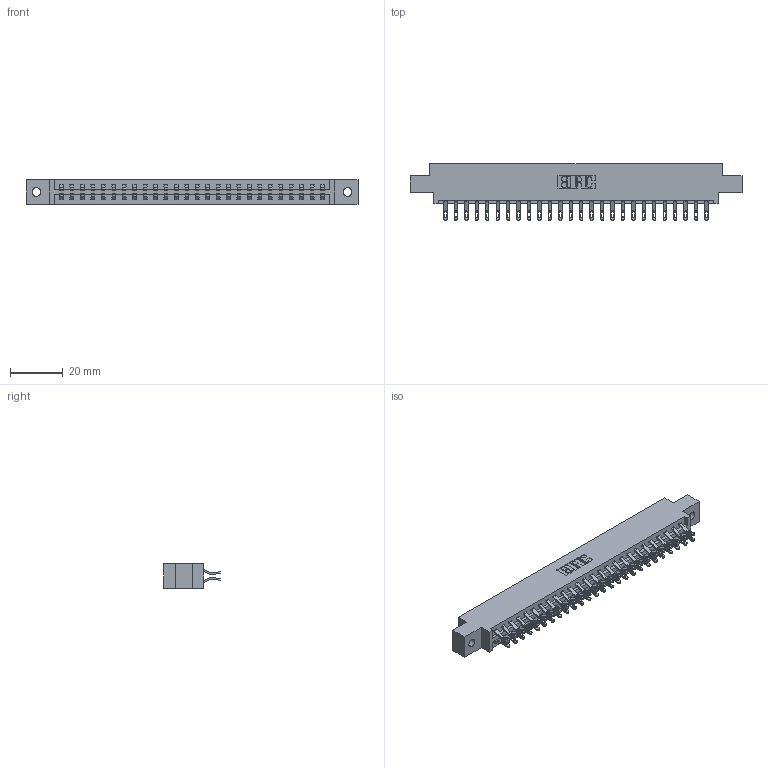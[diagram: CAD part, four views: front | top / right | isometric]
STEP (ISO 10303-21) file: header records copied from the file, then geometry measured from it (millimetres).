
FILE_DESCRIPTION (( 'STEP AP203' ), '1' );
FILE_NAME ('387-052-555-802.STEP', '2019-10-19T03:43:09', ( '' ), ( '' ), 'SwSTEP 2.0', 'SolidWorks 2016', '' );
FILE_SCHEMA (( 'CONFIG_CONTROL_DESIGN' ));
Length unit declared in the file: inch
Products named in the file (3): 337 Part_0.170 Offset - 0.128 Dia; 387-052-555-802; 345-292-001_555 Tail
Assembly tree (53 placements, depth 2):
  387-052-555-802
    337 Part_0.170 Offset - 0.128 Dia
    345-292-001_555 Tail  x52
Bounding box: 126.03 x 21.47 x 9.4 mm (x, y, z)
Volume: 13066.2 mm3; surface area: 15019.5 mm2
Topology: 53 solids, 53 shells, 3238 faces, 10151 edges, 6766 vertices
Faces by surface type: plane 1946, cylinder 1292
Entity records: 22689 total; most frequent: CARTESIAN_POINT 3872, ORIENTED_EDGE 3778, DIRECTION 3293, EDGE_CURVE 1889, LINE 1741, VECTOR 1741, VERTEX_POINT 1258, AXIS2_PLACEMENT_3D 776
